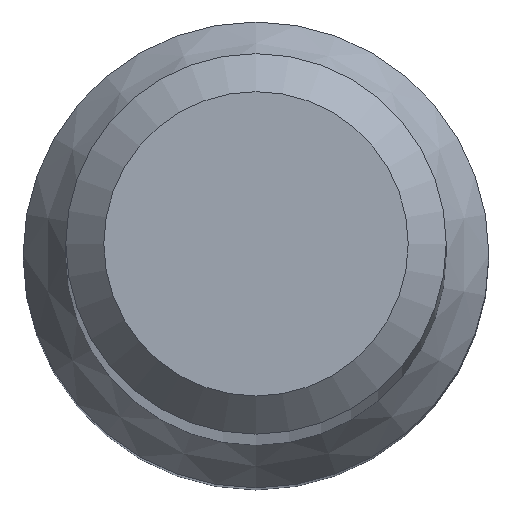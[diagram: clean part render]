
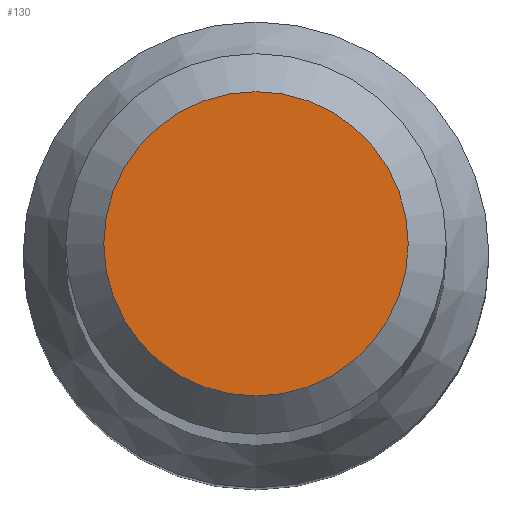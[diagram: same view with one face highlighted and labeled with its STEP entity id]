
A CAD part, top view. The second image highlights one B-rep face of the part: STEP entity #130.
In plain terms, the highlighted planar face has unit normal (0, 0, 1).
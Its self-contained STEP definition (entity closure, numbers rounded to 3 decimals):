
#2 = AXIS2_PLACEMENT_3D ( 'NONE', #93, #158, #41 ) ;
#4 = PLANE ( 'NONE',  #2 ) ;
#7 = VERTEX_POINT ( 'NONE', #160 ) ;
#39 = EDGE_CURVE ( 'NONE', #7, #7, #86, .T. ) ;
#41 = DIRECTION ( 'NONE',  ( 0., -1., 0. ) ) ;
#60 = DIRECTION ( 'NONE',  ( 0., 0., -1. ) ) ;
#73 = AXIS2_PLACEMENT_3D ( 'NONE', #109, #60, #224 ) ;
#86 = CIRCLE ( 'NONE', #73, 1.6 ) ;
#93 = CARTESIAN_POINT ( 'NONE',  ( 0., 0., 80. ) ) ;
#109 = CARTESIAN_POINT ( 'NONE',  ( 0., 0., 80. ) ) ;
#130 = ADVANCED_FACE ( 'NONE', ( #152 ), #4, .T. ) ;
#152 = FACE_OUTER_BOUND ( 'NONE', #201, .T. ) ;
#158 = DIRECTION ( 'NONE',  ( 0., 0., 1. ) ) ;
#160 = CARTESIAN_POINT ( 'NONE',  ( 0., 1.6, 80. ) ) ;
#201 = EDGE_LOOP ( 'NONE', ( #221 ) ) ;
#221 = ORIENTED_EDGE ( 'NONE', *, *, #39, .F. ) ;
#224 = DIRECTION ( 'NONE',  ( 0., 1., 0. ) ) ;
